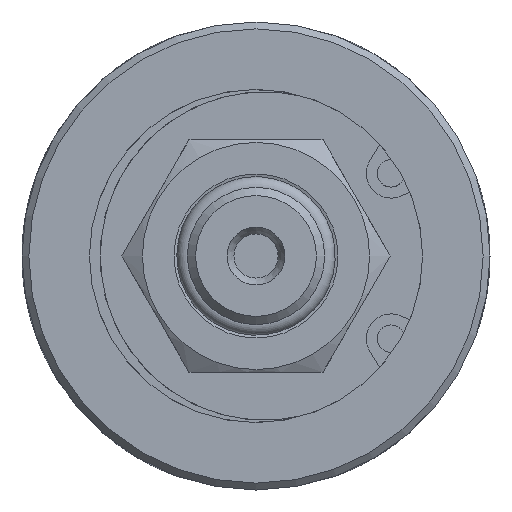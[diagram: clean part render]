
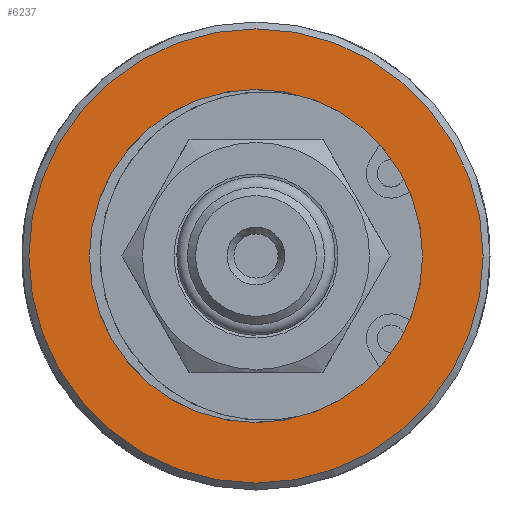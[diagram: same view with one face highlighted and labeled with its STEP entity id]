
A CAD part, left-side view. The second image highlights one B-rep face of the part: STEP entity #6237.
In plain terms, the highlighted planar face has unit normal (-1, 0, 0).
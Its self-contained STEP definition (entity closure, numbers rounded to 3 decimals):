
#536=FACE_BOUND('',#1910,.T.);
#584=PLANE('',#6663);
#1538=FACE_OUTER_BOUND('',#1909,.T.);
#1909=EDGE_LOOP('',(#4287));
#1910=EDGE_LOOP('',(#4288,#4289));
#2315=CIRCLE('',#6622,12.104);
#2316=CIRCLE('',#6623,12.104);
#2340=CIRCLE('',#6664,16.5);
#2565=VERTEX_POINT('',#8517);
#2566=VERTEX_POINT('',#8519);
#2623=VERTEX_POINT('',#9149);
#3216=EDGE_CURVE('',#2566,#2565,#2315,.T.);
#3217=EDGE_CURVE('',#2565,#2566,#2316,.T.);
#3288=EDGE_CURVE('',#2623,#2623,#2340,.T.);
#4287=ORIENTED_EDGE('',*,*,#3288,.F.);
#4288=ORIENTED_EDGE('',*,*,#3216,.T.);
#4289=ORIENTED_EDGE('',*,*,#3217,.T.);
#6237=ADVANCED_FACE('',(#1538,#536),#584,.T.);
#6622=AXIS2_PLACEMENT_3D('',#8520,#7142,#7143);
#6623=AXIS2_PLACEMENT_3D('',#8521,#7144,#7145);
#6663=AXIS2_PLACEMENT_3D('',#9148,#7242,#7243);
#6664=AXIS2_PLACEMENT_3D('',#9150,#7244,#7245);
#7142=DIRECTION('center_axis',(1.,0.,0.));
#7143=DIRECTION('ref_axis',(0.,1.,0.));
#7144=DIRECTION('center_axis',(1.,0.,0.));
#7145=DIRECTION('ref_axis',(0.,1.,0.));
#7242=DIRECTION('center_axis',(-1.,0.,0.));
#7243=DIRECTION('ref_axis',(0.,0.,1.));
#7244=DIRECTION('center_axis',(1.,0.,0.));
#7245=DIRECTION('ref_axis',(0.,-1.,0.));
#8517=CARTESIAN_POINT('',(0.,-12.104,0.));
#8519=CARTESIAN_POINT('',(0.,12.104,0.));
#8520=CARTESIAN_POINT('Origin',(0.,0.,0.));
#8521=CARTESIAN_POINT('Origin',(0.,0.,0.));
#9148=CARTESIAN_POINT('Origin',(0.,8.5,0.));
#9149=CARTESIAN_POINT('',(0.,16.5,0.));
#9150=CARTESIAN_POINT('Origin',(0.,0.,0.));
